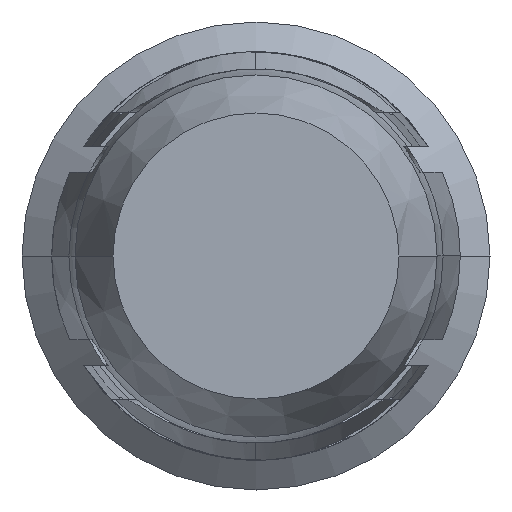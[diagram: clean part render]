
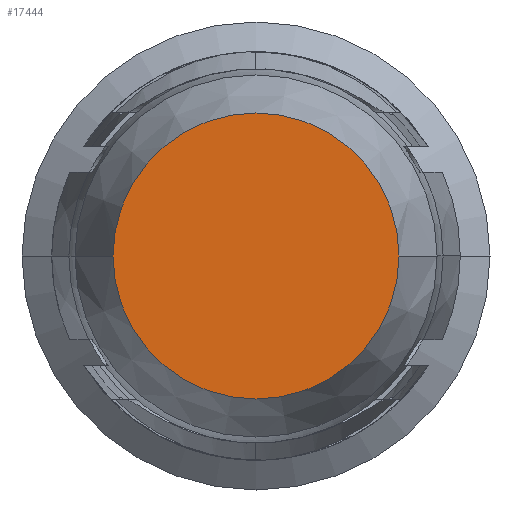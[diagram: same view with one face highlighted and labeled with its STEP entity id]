
A CAD part, left-side view. The second image highlights one B-rep face of the part: STEP entity #17444.
In plain terms, the highlighted planar face has unit normal (-1, 0, 0).
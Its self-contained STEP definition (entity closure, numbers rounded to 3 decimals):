
#861 = EDGE_CURVE ( 'NONE', #12150, #12017, #4900, .T. ) ;
#2095 = DIRECTION ( 'NONE',  ( 0., -1., 0. ) ) ;
#2580 = DIRECTION ( 'NONE',  ( 0., 0., 1. ) ) ;
#4051 = DIRECTION ( 'NONE',  ( -1., 0., 0. ) ) ;
#4900 = CIRCLE ( 'NONE', #12931, 3.851 ) ;
#5386 = ORIENTED_EDGE ( 'NONE', *, *, #17622, .F. ) ;
#6163 = DIRECTION ( 'NONE',  ( 1., 0., 0. ) ) ;
#6421 = DIRECTION ( 'NONE',  ( 0., -1., 0. ) ) ;
#6888 = CARTESIAN_POINT ( 'NONE',  ( -50., 3.851, 0. ) ) ;
#7879 = AXIS2_PLACEMENT_3D ( 'NONE', #17632, #6163, #2095 ) ;
#9243 = CARTESIAN_POINT ( 'NONE',  ( -50., 0., 0. ) ) ;
#9905 = CARTESIAN_POINT ( 'NONE',  ( -50., -3.851, 0. ) ) ;
#10946 = PLANE ( 'NONE',  #13831 ) ;
#11660 = ORIENTED_EDGE ( 'NONE', *, *, #861, .F. ) ;
#12017 = VERTEX_POINT ( 'NONE', #6888 ) ;
#12150 = VERTEX_POINT ( 'NONE', #9905 ) ;
#12931 = AXIS2_PLACEMENT_3D ( 'NONE', #9243, #14909, #6421 ) ;
#13831 = AXIS2_PLACEMENT_3D ( 'NONE', #15318, #4051, #2580 ) ;
#14909 = DIRECTION ( 'NONE',  ( 1., 0., 0. ) ) ;
#15318 = CARTESIAN_POINT ( 'NONE',  ( -50., -1.925, 0. ) ) ;
#15918 = CIRCLE ( 'NONE', #7879, 3.851 ) ;
#16803 = FACE_OUTER_BOUND ( 'NONE', #17635, .T. ) ;
#17444 = ADVANCED_FACE ( 'NONE', ( #16803 ), #10946, .T. ) ;
#17622 = EDGE_CURVE ( 'NONE', #12017, #12150, #15918, .T. ) ;
#17632 = CARTESIAN_POINT ( 'NONE',  ( -50., 0., 0. ) ) ;
#17635 = EDGE_LOOP ( 'NONE', ( #11660, #5386 ) ) ;
